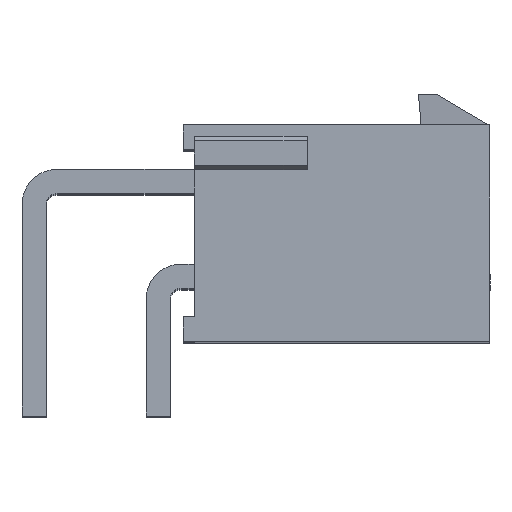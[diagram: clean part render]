
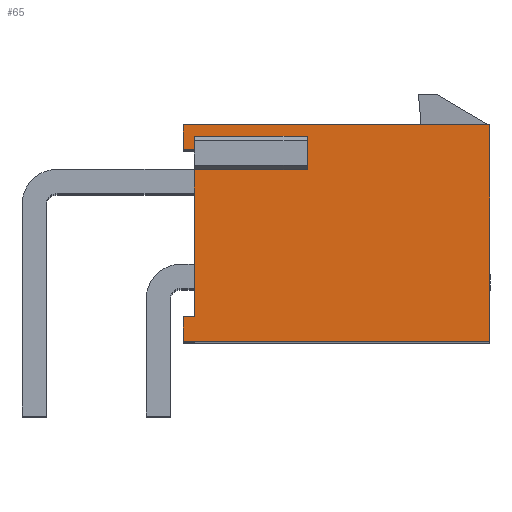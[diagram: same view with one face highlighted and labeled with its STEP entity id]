
A CAD part, top view. The second image highlights one B-rep face of the part: STEP entity #65.
In plain terms, the highlighted planar face has unit normal (0, 0, 1).
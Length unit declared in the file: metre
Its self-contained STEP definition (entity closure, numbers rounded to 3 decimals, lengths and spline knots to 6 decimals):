
#65 = ADVANCED_FACE( '', ( #676 ), #677, .T. );
#676 = FACE_OUTER_BOUND( '', #1930, .T. );
#677 = PLANE( '', #1931 );
#1930 = EDGE_LOOP( '', ( #3279, #3280, #3281, #3282, #3283, #3284, #3285, #3286, #3287, #3288, #3289, #3290 ) );
#1931 = AXIS2_PLACEMENT_3D( '', #3291, #3292, #3293 );
#3279 = ORIENTED_EDGE( '', *, *, #8088, .F. );
#3280 = ORIENTED_EDGE( '', *, *, #8083, .F. );
#3281 = ORIENTED_EDGE( '', *, *, #8089, .T. );
#3282 = ORIENTED_EDGE( '', *, *, #8090, .F. );
#3283 = ORIENTED_EDGE( '', *, *, #8091, .F. );
#3284 = ORIENTED_EDGE( '', *, *, #8092, .T. );
#3285 = ORIENTED_EDGE( '', *, *, #8093, .T. );
#3286 = ORIENTED_EDGE( '', *, *, #8094, .F. );
#3287 = ORIENTED_EDGE( '', *, *, #8095, .F. );
#3288 = ORIENTED_EDGE( '', *, *, #8096, .T. );
#3289 = ORIENTED_EDGE( '', *, *, #8097, .T. );
#3290 = ORIENTED_EDGE( '', *, *, #8098, .T. );
#3291 = CARTESIAN_POINT( '', ( -0.0068, 0.0048, 0.0258 ) );
#3292 = DIRECTION( '', ( 0., 0., 1. ) );
#3293 = DIRECTION( '', ( 1., 0., 0. ) );
#8083 = EDGE_CURVE( '', #9692, #9688, #9694, .T. );
#8088 = EDGE_CURVE( '', #9688, #9703, #9704, .T. );
#8089 = EDGE_CURVE( '', #9692, #9705, #9706, .T. );
#8090 = EDGE_CURVE( '', #9707, #9705, #9708, .T. );
#8091 = EDGE_CURVE( '', #9709, #9707, #9710, .T. );
#8092 = EDGE_CURVE( '', #9709, #9711, #9712, .T. );
#8093 = EDGE_CURVE( '', #9711, #9713, #9714, .T. );
#8094 = EDGE_CURVE( '', #9715, #9713, #9716, .T. );
#8095 = EDGE_CURVE( '', #9717, #9715, #9718, .T. );
#8096 = EDGE_CURVE( '', #9717, #9719, #9720, .T. );
#8097 = EDGE_CURVE( '', #9719, #9721, #9722, .T. );
#8098 = EDGE_CURVE( '', #9721, #9703, #9723, .T. );
#9688 = VERTEX_POINT( '', #12332 );
#9692 = VERTEX_POINT( '', #12338 );
#9694 = LINE( '', #12341, #12342 );
#9703 = VERTEX_POINT( '', #12355 );
#9704 = LINE( '', #12356, #12357 );
#9705 = VERTEX_POINT( '', #12358 );
#9706 = LINE( '', #12359, #12360 );
#9707 = VERTEX_POINT( '', #12361 );
#9708 = LINE( '', #12362, #12363 );
#9709 = VERTEX_POINT( '', #12364 );
#9710 = LINE( '', #12365, #12366 );
#9711 = VERTEX_POINT( '', #12367 );
#9712 = LINE( '', #12368, #12369 );
#9713 = VERTEX_POINT( '', #12370 );
#9714 = LINE( '', #12371, #12372 );
#9715 = VERTEX_POINT( '', #12373 );
#9716 = LINE( '', #12374, #12375 );
#9717 = VERTEX_POINT( '', #12376 );
#9718 = LINE( '', #12377, #12378 );
#9719 = VERTEX_POINT( '', #12379 );
#9720 = LINE( '', #12380, #12381 );
#9721 = VERTEX_POINT( '', #12382 );
#9722 = LINE( '', #12383, #12384 );
#9723 = LINE( '', #12385, #12386 );
#12332 = CARTESIAN_POINT( '', ( -0.0013, 0.0043, 0.0258 ) );
#12338 = CARTESIAN_POINT( '', ( -0.0013, 0.0028, 0.0258 ) );
#12341 = CARTESIAN_POINT( '', ( -0.0013, 0.0028, 0.0258 ) );
#12342 = VECTOR( '', #16245, 1. );
#12355 = CARTESIAN_POINT( '', ( -0.0063, 0.0043, 0.0258 ) );
#12356 = CARTESIAN_POINT( '', ( -0.0013, 0.0043, 0.0258 ) );
#12357 = VECTOR( '', #16250, 1. );
#12358 = CARTESIAN_POINT( '', ( -0.0063, 0.0028, 0.0258 ) );
#12359 = CARTESIAN_POINT( '', ( -0.0013, 0.0028, 0.0258 ) );
#12360 = VECTOR( '', #16251, 1. );
#12361 = CARTESIAN_POINT( '', ( -0.0063, -0.0037, 0.0258 ) );
#12362 = CARTESIAN_POINT( '', ( -0.0063, -0.0037, 0.0258 ) );
#12363 = VECTOR( '', #16252, 1. );
#12364 = CARTESIAN_POINT( '', ( -0.0068, -0.0037, 0.0258 ) );
#12365 = CARTESIAN_POINT( '', ( -0.0068, -0.0037, 0.0258 ) );
#12366 = VECTOR( '', #16253, 1. );
#12367 = CARTESIAN_POINT( '', ( -0.0068, -0.0048, 0.0258 ) );
#12368 = CARTESIAN_POINT( '', ( -0.0068, -0.0037, 0.0258 ) );
#12369 = VECTOR( '', #16254, 1. );
#12370 = CARTESIAN_POINT( '', ( 0.0068, -0.0048, 0.0258 ) );
#12371 = CARTESIAN_POINT( '', ( -0.0068, -0.0048, 0.0258 ) );
#12372 = VECTOR( '', #16255, 1. );
#12373 = CARTESIAN_POINT( '', ( 0.0068, 0.0048, 0.0258 ) );
#12374 = CARTESIAN_POINT( '', ( 0.0068, 0.0048, 0.0258 ) );
#12375 = VECTOR( '', #16256, 1. );
#12376 = CARTESIAN_POINT( '', ( -0.0068, 0.0048, 0.0258 ) );
#12377 = CARTESIAN_POINT( '', ( -0.0068, 0.0048, 0.0258 ) );
#12378 = VECTOR( '', #16257, 1. );
#12379 = CARTESIAN_POINT( '', ( -0.0068, 0.0037, 0.0258 ) );
#12380 = CARTESIAN_POINT( '', ( -0.0068, 0.0048, 0.0258 ) );
#12381 = VECTOR( '', #16258, 1. );
#12382 = CARTESIAN_POINT( '', ( -0.0063, 0.0037, 0.0258 ) );
#12383 = CARTESIAN_POINT( '', ( -0.0068, 0.0037, 0.0258 ) );
#12384 = VECTOR( '', #16259, 1. );
#12385 = CARTESIAN_POINT( '', ( -0.0063, 0.0037, 0.0258 ) );
#12386 = VECTOR( '', #16260, 1. );
#16245 = DIRECTION( '', ( 0., 1., 0. ) );
#16250 = DIRECTION( '', ( -1., 0., 0. ) );
#16251 = DIRECTION( '', ( -1., 0., 0. ) );
#16252 = DIRECTION( '', ( 0., 1., 0. ) );
#16253 = DIRECTION( '', ( 1., 0., 0. ) );
#16254 = DIRECTION( '', ( 0., -1., 0. ) );
#16255 = DIRECTION( '', ( 1., 0., 0. ) );
#16256 = DIRECTION( '', ( 0., -1., 0. ) );
#16257 = DIRECTION( '', ( 1., 0., 0. ) );
#16258 = DIRECTION( '', ( 0., -1., 0. ) );
#16259 = DIRECTION( '', ( 1., 0., 0. ) );
#16260 = DIRECTION( '', ( 0., 1., 0. ) );
